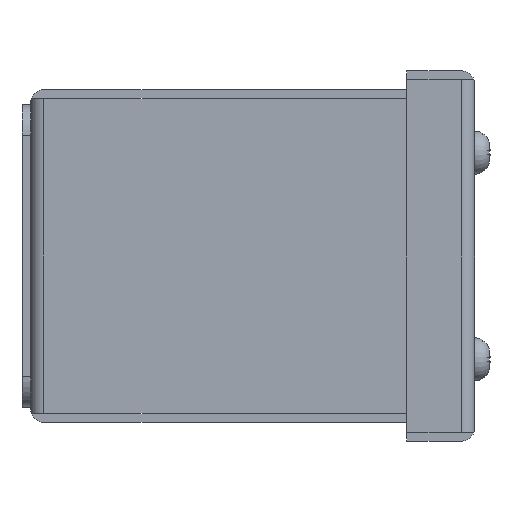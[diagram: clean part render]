
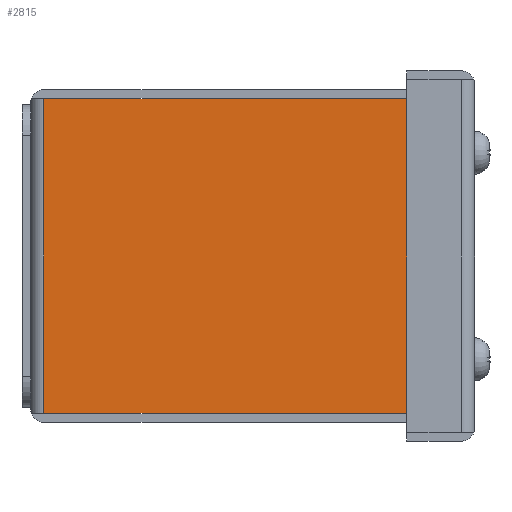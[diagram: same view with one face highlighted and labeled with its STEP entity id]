
A CAD part, front view. The second image highlights one B-rep face of the part: STEP entity #2815.
In plain terms, the highlighted face is planar.
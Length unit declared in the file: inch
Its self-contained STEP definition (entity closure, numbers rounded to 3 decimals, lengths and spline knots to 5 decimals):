
#732 = ORIENTED_EDGE ( 'NONE', *, *, #22321, .F. ) ;
#1250 = LINE ( 'NONE', #18930, #26064 ) ;
#1269 = DIRECTION ( 'NONE',  ( 0., 0., 1. ) ) ;
#2815 = ADVANCED_FACE ( 'NONE', ( #26886 ), #15325, .F. ) ;
#4161 = EDGE_CURVE ( 'NONE', #27829, #6968, #20681, .T. ) ;
#4202 = DIRECTION ( 'NONE',  ( 0., 1., 0. ) ) ;
#4724 = CARTESIAN_POINT ( 'NONE',  ( 1.30221, -3.392, -4.4375 ) ) ;
#4742 = DIRECTION ( 'NONE',  ( 1., 0., 0. ) ) ;
#6765 = VECTOR ( 'NONE', #15491, 39.37008 ) ;
#6968 = VERTEX_POINT ( 'NONE', #27318 ) ;
#8761 = CARTESIAN_POINT ( 'NONE',  ( -1.30221, -0.108, -4.4375 ) ) ;
#8835 = EDGE_CURVE ( 'NONE', #13084, #27829, #13906, .T. ) ;
#9197 = EDGE_LOOP ( 'NONE', ( #28294, #9312, #732, #20199 ) ) ;
#9312 = ORIENTED_EDGE ( 'NONE', *, *, #23854, .F. ) ;
#13014 = CARTESIAN_POINT ( 'NONE',  ( -9.031, 0., -4.4375 ) ) ;
#13084 = VERTEX_POINT ( 'NONE', #17943 ) ;
#13906 = LINE ( 'NONE', #21301, #16155 ) ;
#14325 = VECTOR ( 'NONE', #4202, 39.37008 ) ;
#15325 = PLANE ( 'NONE',  #23459 ) ;
#15491 = DIRECTION ( 'NONE',  ( 0., -1., 0. ) ) ;
#15866 = VERTEX_POINT ( 'NONE', #8761 ) ;
#16155 = VECTOR ( 'NONE', #4742, 39.37008 ) ;
#16488 = CARTESIAN_POINT ( 'NONE',  ( 1.30221, 0., -4.4375 ) ) ;
#16500 = DIRECTION ( 'NONE',  ( -1., 0., 0. ) ) ;
#17943 = CARTESIAN_POINT ( 'NONE',  ( -1.30221, -3.392, -4.4375 ) ) ;
#18930 = CARTESIAN_POINT ( 'NONE',  ( 1.267, -0.108, -4.4375 ) ) ;
#20199 = ORIENTED_EDGE ( 'NONE', *, *, #4161, .F. ) ;
#20642 = LINE ( 'NONE', #27097, #6765 ) ;
#20681 = LINE ( 'NONE', #16488, #14325 ) ;
#21301 = CARTESIAN_POINT ( 'NONE',  ( -9.031, -3.392, -4.4375 ) ) ;
#22321 = EDGE_CURVE ( 'NONE', #6968, #15866, #1250, .T. ) ;
#23459 = AXIS2_PLACEMENT_3D ( 'NONE', #13014, #1269, #27565 ) ;
#23854 = EDGE_CURVE ( 'NONE', #15866, #13084, #20642, .T. ) ;
#26064 = VECTOR ( 'NONE', #16500, 39.37008 ) ;
#26886 = FACE_OUTER_BOUND ( 'NONE', #9197, .T. ) ;
#27097 = CARTESIAN_POINT ( 'NONE',  ( -1.30221, 39.37008, -4.4375 ) ) ;
#27318 = CARTESIAN_POINT ( 'NONE',  ( 1.30221, -0.108, -4.4375 ) ) ;
#27565 = DIRECTION ( 'NONE',  ( 1., 0., 0. ) ) ;
#27829 = VERTEX_POINT ( 'NONE', #4724 ) ;
#28294 = ORIENTED_EDGE ( 'NONE', *, *, #8835, .F. ) ;
